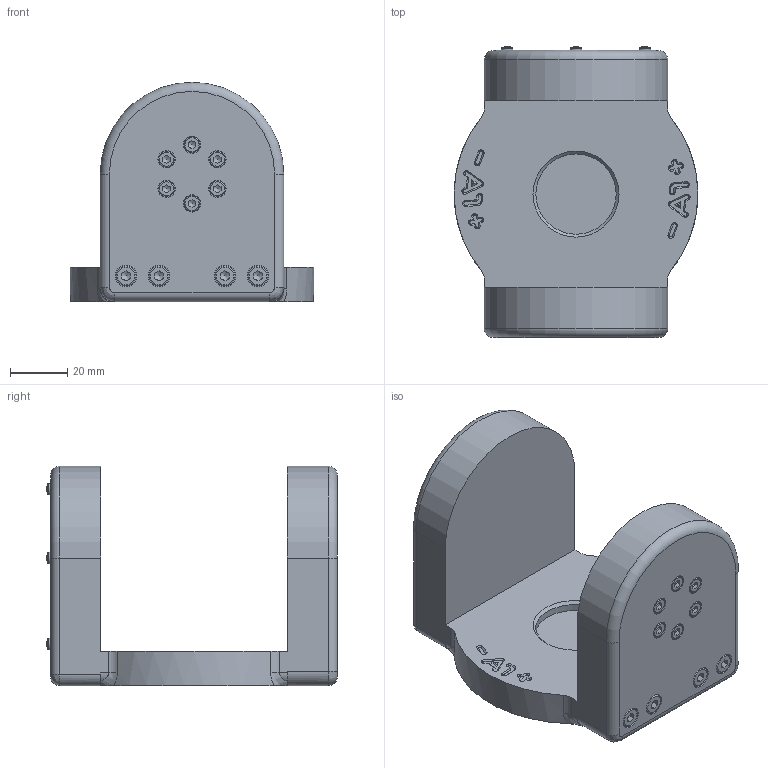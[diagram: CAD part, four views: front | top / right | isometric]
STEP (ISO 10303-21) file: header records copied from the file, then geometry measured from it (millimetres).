
FILE_DESCRIPTION(/* description */ (''),/* implementation_level */ '2;1');
FILE_NAME(/* name */ 'Axis 2 - Hip support simple.stp',/* time_stamp */ '2017-05-25T08:54:13-04:00',/* author */ ('Jonathan'),/* organization */ (''),/* preprocessor_version */ 'ST-DEVELOPER v16.5',/* originating_system */ 'Autodesk Inventor 2017',/* authorisation */ '');
FILE_SCHEMA (('AUTOMOTIVE_DESIGN { 1 0 10303 214 3 1 1 }'));
Length unit declared in the file: inch
Products named in the file (1): Axis 2 - Hip support simple
Bounding box: 85 x 101.38 x 76.5 mm (x, y, z)
Volume: 211303.6 mm3; surface area: 38665.5 mm2
Topology: 1 solids, 9 shells, 607 faces, 1404 edges, 845 vertices
Faces by surface type: plane 241, cylinder 195, bspline 120, torus 23, cone 23, sphere 5
Full cylindrical faces by diameter (mm): 1.84 x5, 3 x6, 3.2 x6, 3.251 x2, 4 x5, 5.5 x6, 6 x6, 7 x4, 7.5 x4, 28 x1
Entity records: 20187 total; most frequent: CARTESIAN_POINT 7260, ORIENTED_EDGE 2620, DIRECTION 2242, EDGE_CURVE 1280, AXIS2_PLACEMENT_3D 814, VERTEX_POINT 810, EDGE_LOOP 738, LINE 614
